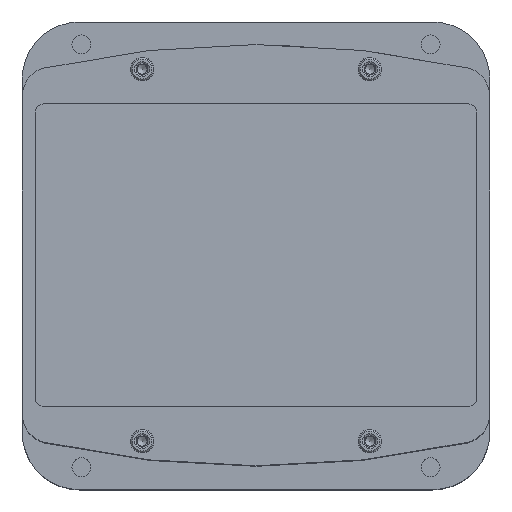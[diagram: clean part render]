
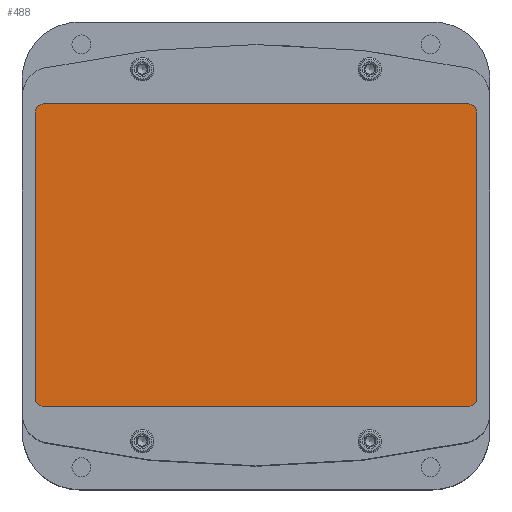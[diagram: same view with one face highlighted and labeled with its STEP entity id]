
A CAD part, top view. The second image highlights one B-rep face of the part: STEP entity #488.
In plain terms, the highlighted planar face has unit normal (0, 0, 1).
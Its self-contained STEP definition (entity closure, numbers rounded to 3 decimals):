
#312=FACE_OUTER_BOUND('',#857,.T.);
#488=ADVANCED_FACE('',(#312),#613,.T.);
#613=PLANE('',#2810);
#857=EDGE_LOOP('',(#1448,#1449,#1450,#1451,#1452,#1453,#1454,#1455));
#1057=CIRCLE('',#2806,1.1);
#1058=CIRCLE('',#2807,1.1);
#1059=CIRCLE('',#2808,1.1);
#1060=CIRCLE('',#2809,1.1);
#1448=ORIENTED_EDGE('',*,*,#2199,.T.);
#1449=ORIENTED_EDGE('',*,*,#2205,.T.);
#1450=ORIENTED_EDGE('',*,*,#2201,.T.);
#1451=ORIENTED_EDGE('',*,*,#2206,.T.);
#1452=ORIENTED_EDGE('',*,*,#2191,.T.);
#1453=ORIENTED_EDGE('',*,*,#2207,.T.);
#1454=ORIENTED_EDGE('',*,*,#2195,.T.);
#1455=ORIENTED_EDGE('',*,*,#2208,.T.);
#1912=VERTEX_POINT('',#4096);
#1913=VERTEX_POINT('',#4098);
#1916=VERTEX_POINT('',#4105);
#1917=VERTEX_POINT('',#4107);
#1920=VERTEX_POINT('',#4114);
#1921=VERTEX_POINT('',#4116);
#1922=VERTEX_POINT('',#4120);
#1923=VERTEX_POINT('',#4121);
#2191=EDGE_CURVE('',#1913,#1912,#2458,.T.);
#2195=EDGE_CURVE('',#1917,#1916,#2462,.T.);
#2199=EDGE_CURVE('',#1921,#1920,#2466,.T.);
#2201=EDGE_CURVE('',#1922,#1923,#2468,.T.);
#2205=EDGE_CURVE('',#1920,#1922,#1057,.T.);
#2206=EDGE_CURVE('',#1923,#1913,#1058,.T.);
#2207=EDGE_CURVE('',#1912,#1917,#1059,.T.);
#2208=EDGE_CURVE('',#1916,#1921,#1060,.T.);
#2458=LINE('',#4097,#2610);
#2462=LINE('',#4106,#2614);
#2466=LINE('',#4115,#2618);
#2468=LINE('',#4119,#2620);
#2610=VECTOR('',#3320,1.);
#2614=VECTOR('',#3326,1.);
#2618=VECTOR('',#3332,1.);
#2620=VECTOR('',#3336,1.);
#2806=AXIS2_PLACEMENT_3D('',#4128,#3342,#3343);
#2807=AXIS2_PLACEMENT_3D('',#4129,#3344,#3345);
#2808=AXIS2_PLACEMENT_3D('',#4130,#3346,#3347);
#2809=AXIS2_PLACEMENT_3D('',#4131,#3348,#3349);
#2810=AXIS2_PLACEMENT_3D('',#4132,#3350,#3351);
#3320=DIRECTION('',(1.,0.,0.));
#3326=DIRECTION('',(0.,1.,0.));
#3332=DIRECTION('',(-1.,0.,0.));
#3336=DIRECTION('',(0.,-1.,0.));
#3342=DIRECTION('',(0.,0.,1.));
#3343=DIRECTION('',(1.,0.,0.));
#3344=DIRECTION('',(0.,0.,1.));
#3345=DIRECTION('',(1.,0.,0.));
#3346=DIRECTION('',(0.,0.,1.));
#3347=DIRECTION('',(1.,0.,0.));
#3348=DIRECTION('',(0.,0.,1.));
#3349=DIRECTION('',(1.,0.,0.));
#3350=DIRECTION('',(0.,0.,1.));
#3351=DIRECTION('',(1.,0.,0.));
#4096=CARTESIAN_POINT('',(27.975,-19.925,-0.1));
#4097=CARTESIAN_POINT('',(-29.075,-19.925,-0.1));
#4098=CARTESIAN_POINT('',(-27.975,-19.925,-0.1));
#4105=CARTESIAN_POINT('',(29.075,18.825,-0.1));
#4106=CARTESIAN_POINT('',(29.075,-19.925,-0.1));
#4107=CARTESIAN_POINT('',(29.075,-18.825,-0.1));
#4114=CARTESIAN_POINT('',(-27.975,19.925,-0.1));
#4115=CARTESIAN_POINT('',(29.075,19.925,-0.1));
#4116=CARTESIAN_POINT('',(27.975,19.925,-0.1));
#4119=CARTESIAN_POINT('',(-29.075,19.925,-0.1));
#4120=CARTESIAN_POINT('',(-29.075,18.825,-0.1));
#4121=CARTESIAN_POINT('',(-29.075,-18.825,-0.1));
#4128=CARTESIAN_POINT('',(-27.975,18.825,-0.1));
#4129=CARTESIAN_POINT('',(-27.975,-18.825,-0.1));
#4130=CARTESIAN_POINT('',(27.975,-18.825,-0.1));
#4131=CARTESIAN_POINT('',(27.975,18.825,-0.1));
#4132=CARTESIAN_POINT('',(0.,0.,-0.1));
